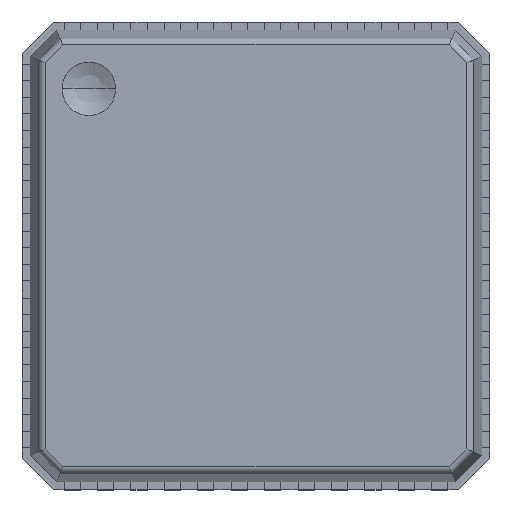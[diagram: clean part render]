
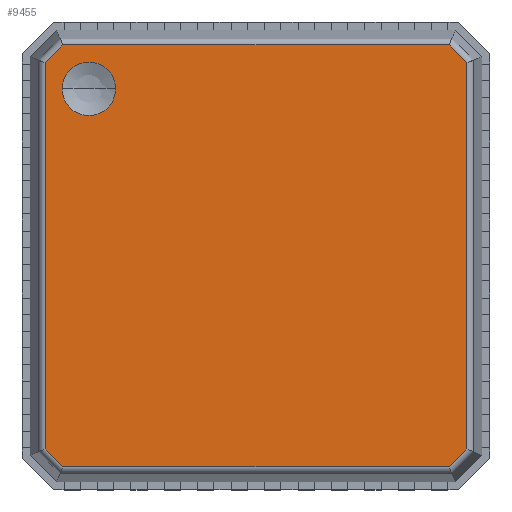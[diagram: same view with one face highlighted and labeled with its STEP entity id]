
A CAD part, top view. The second image highlights one B-rep face of the part: STEP entity #9455.
In plain terms, the highlighted face is planar.
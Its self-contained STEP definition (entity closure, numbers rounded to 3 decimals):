
#3465=DIRECTION('',(-0.707,0.,0.707));
#3466=VECTOR('',#3465,0.38);
#3467=CARTESIAN_POINT('',(-2.887,0.825,-3.156));
#3468=LINE('',#3467,#3466);
#3479=CARTESIAN_POINT('',(-2.5,0.825,-2.5));
#3480=DIRECTION('',(0.,-1.,0.));
#3481=DIRECTION('',(-1.,0.,0.));
#3482=AXIS2_PLACEMENT_3D('',#3479,#3480,#3481);
#3487=CARTESIAN_POINT('',(-2.5,0.825,-2.5));
#3488=DIRECTION('',(0.,-1.,0.));
#3489=DIRECTION('',(1.,0.,0.));
#3490=AXIS2_PLACEMENT_3D('',#3487,#3488,#3489);
#3511=DIRECTION('',(-1.,0.,0.));
#3512=VECTOR('',#3511,5.775);
#3513=CARTESIAN_POINT('',(2.887,0.825,-3.156));
#3514=LINE('',#3513,#3512);
#3645=DIRECTION('',(-0.707,0.,-0.707));
#3646=VECTOR('',#3645,0.38);
#3647=CARTESIAN_POINT('',(3.156,0.825,-2.887));
#3648=LINE('',#3647,#3646);
#3670=DIRECTION('',(0.,0.,-1.));
#3671=VECTOR('',#3670,5.775);
#3672=CARTESIAN_POINT('',(3.156,0.825,2.887));
#3673=LINE('',#3672,#3671);
#3793=DIRECTION('',(0.707,0.,-0.707));
#3794=VECTOR('',#3793,0.38);
#3795=CARTESIAN_POINT('',(2.887,0.825,3.156));
#3796=LINE('',#3795,#3794);
#3818=DIRECTION('',(1.,0.,0.));
#3819=VECTOR('',#3818,5.775);
#3820=CARTESIAN_POINT('',(-2.887,0.825,3.156));
#3821=LINE('',#3820,#3819);
#3941=DIRECTION('',(0.707,0.,0.707));
#3942=VECTOR('',#3941,0.38);
#3943=CARTESIAN_POINT('',(-3.156,0.825,2.887));
#3944=LINE('',#3943,#3942);
#3966=DIRECTION('',(0.,0.,1.));
#3967=VECTOR('',#3966,5.775);
#3968=CARTESIAN_POINT('',(-3.156,0.825,-2.887));
#3969=LINE('',#3968,#3967);
#6620=CARTESIAN_POINT('',(2.887,0.825,-3.156));
#6621=CARTESIAN_POINT('',(-2.887,0.825,-3.156));
#6622=VERTEX_POINT('',#6620);
#6623=VERTEX_POINT('',#6621);
#6628=CARTESIAN_POINT('',(-3.156,0.825,-2.887));
#6629=VERTEX_POINT('',#6628);
#6632=CARTESIAN_POINT('',(-3.156,0.825,2.887));
#6633=VERTEX_POINT('',#6632);
#6636=CARTESIAN_POINT('',(-2.887,0.825,3.156));
#6637=VERTEX_POINT('',#6636);
#6640=CARTESIAN_POINT('',(2.887,0.825,3.156));
#6641=VERTEX_POINT('',#6640);
#6644=CARTESIAN_POINT('',(3.156,0.825,2.887));
#6645=VERTEX_POINT('',#6644);
#6648=CARTESIAN_POINT('',(3.156,0.825,-2.887));
#6649=VERTEX_POINT('',#6648);
#6652=CARTESIAN_POINT('',(-2.9,0.825,-2.5));
#6653=CARTESIAN_POINT('',(-2.1,0.825,-2.5));
#6654=VERTEX_POINT('',#6652);
#6655=VERTEX_POINT('',#6653);
#9427=CARTESIAN_POINT('',(0.,0.825,0.));
#9428=DIRECTION('',(0.,1.,0.));
#9429=DIRECTION('',(1.,0.,0.));
#9430=AXIS2_PLACEMENT_3D('',#9427,#9428,#9429);
#9431=PLANE('',#9430);
#9433=ORIENTED_EDGE('',*,*,#9432,.F.);
#9435=ORIENTED_EDGE('',*,*,#9434,.F.);
#9437=ORIENTED_EDGE('',*,*,#9436,.F.);
#9439=ORIENTED_EDGE('',*,*,#9438,.F.);
#9441=ORIENTED_EDGE('',*,*,#9440,.F.);
#9443=ORIENTED_EDGE('',*,*,#9442,.F.);
#9445=ORIENTED_EDGE('',*,*,#9444,.F.);
#9446=ORIENTED_EDGE('',*,*,#9417,.F.);
#9447=EDGE_LOOP('',(#9433,#9435,#9437,#9439,#9441,#9443,#9445,#9446));
#9448=FACE_OUTER_BOUND('',#9447,.F.);
#9450=ORIENTED_EDGE('',*,*,#9449,.F.);
#9452=ORIENTED_EDGE('',*,*,#9451,.F.);
#9453=EDGE_LOOP('',(#9450,#9452));
#9454=FACE_BOUND('',#9453,.F.);
#9455=ADVANCED_FACE('',(#9448,#9454),#9431,.T.);
#3483=CIRCLE('',#3482,0.4);
#3491=CIRCLE('',#3490,0.4);
#9417=EDGE_CURVE('',#6623,#6629,#3468,.T.);
#9432=EDGE_CURVE('',#6622,#6623,#3514,.T.);
#9434=EDGE_CURVE('',#6649,#6622,#3648,.T.);
#9436=EDGE_CURVE('',#6645,#6649,#3673,.T.);
#9438=EDGE_CURVE('',#6641,#6645,#3796,.T.);
#9440=EDGE_CURVE('',#6637,#6641,#3821,.T.);
#9442=EDGE_CURVE('',#6633,#6637,#3944,.T.);
#9444=EDGE_CURVE('',#6629,#6633,#3969,.T.);
#9449=EDGE_CURVE('',#6654,#6655,#3483,.T.);
#9451=EDGE_CURVE('',#6655,#6654,#3491,.T.);
